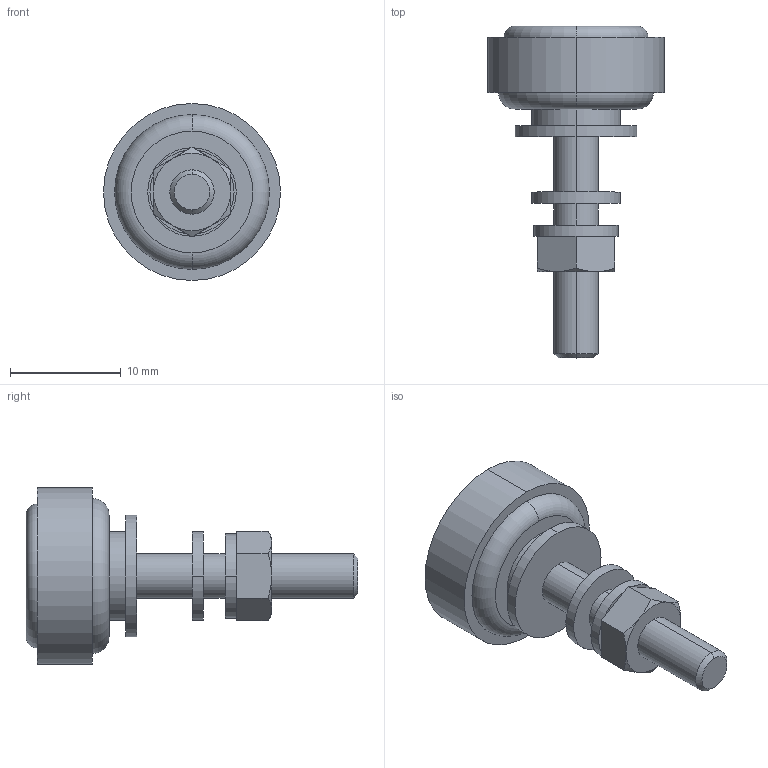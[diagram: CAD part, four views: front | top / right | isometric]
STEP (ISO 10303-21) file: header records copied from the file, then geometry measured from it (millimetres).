
FILE_DESCRIPTION (( 'STEP AP203' ), '1' );
FILE_NAME ('A-40-1.STEP', '2022-03-04T00:03:44', ( '' ), ( '' ), 'SwSTEP 2.0', 'SolidWorks 2021', '' );
FILE_SCHEMA (( 'CONFIG_CONTROL_DESIGN' ));
Length unit declared in the file: millimetre
Products named in the file (5): 榋妏僫僢僩_榋妏僫僢僩M4_; A-40儚僢僔儍乕__A-40-1儚僢僔儍乕_; バネ座金__バネ座金M4_; A-40-1; A-40本体__A-40-1本体_
Assembly tree (4 placements, depth 2):
  A-40-1
    A-40本体__A-40-1本体_
    A-40儚僢僔儍乕__A-40-1儚僢僔儍乕_
    バネ座金__バネ座金M4_
    榋妏僫僢僩_榋妏僫僢僩M4_
Bounding box: 16 x 30 x 16 mm (x, y, z)
Volume: 1926.2 mm3; surface area: 1512.7 mm2
Topology: 4 solids, 4 shells, 49 faces, 100 edges, 64 vertices
Faces by surface type: plane 19, cylinder 18, cone 8, torus 4
Entity records: 1869 total; most frequent: CARTESIAN_POINT 272, DIRECTION 256, ORIENTED_EDGE 200, AXIS2_PLACEMENT_3D 112, EDGE_CURVE 100, VERTEX_POINT 64, EDGE_LOOP 60, CIRCLE 56
